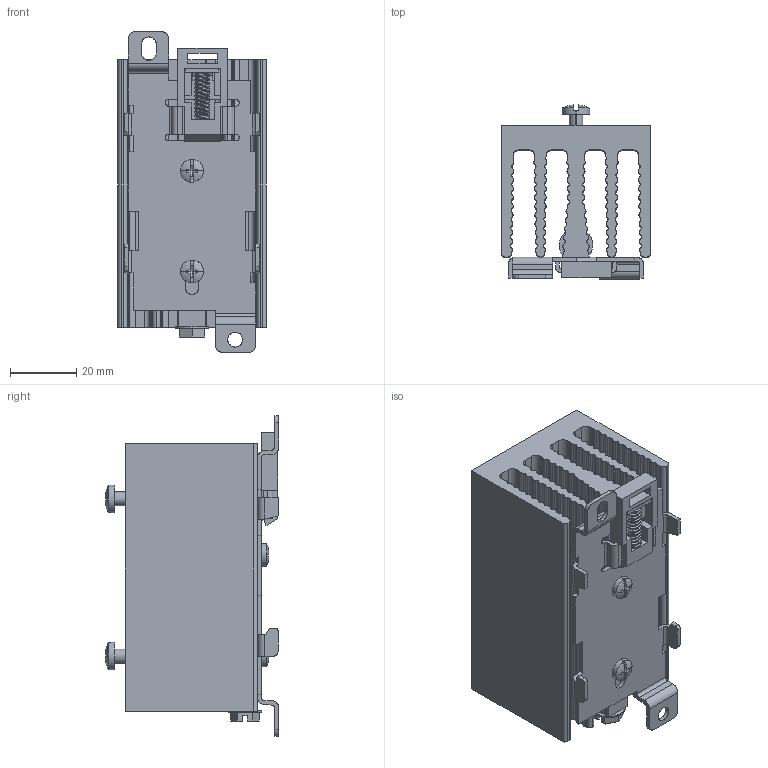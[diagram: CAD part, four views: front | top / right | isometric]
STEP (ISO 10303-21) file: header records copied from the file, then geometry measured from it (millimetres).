
FILE_DESCRIPTION (( 'STEP AP214' ), '1' );
FILE_NAME ('107519.STEP', '2011-07-23T16:29:41', ( 'LALo' ), ( 'Edi Foundation' ), 'SwSTEP 2.0', 'SolidWorks 2011', '' );
FILE_SCHEMA (( 'AUTOMOTIVE_DESIGN' ));
Length unit declared in the file: inch
Products named in the file (1): 107519
Bounding box: 45.01 x 52.66 x 97 mm (x, y, z)
Surface area: 48183.4 mm2 (no closed solid volume)
Topology: 0 solids, 748 shells, 763 faces, 4140 edges, 4100 vertices
Faces by surface type: cylinder 396, plane 309, cone 34, bspline 24
Entity records: 68870 total; most frequent: CARTESIAN_POINT 34710, DIRECTION 5256, ORIENTED_EDGE 4128, EDGE_CURVE 4113, VERTEX_POINT 4098, LINE 2096, VECTOR 2096, AXIS2_PLACEMENT_3D 1580
